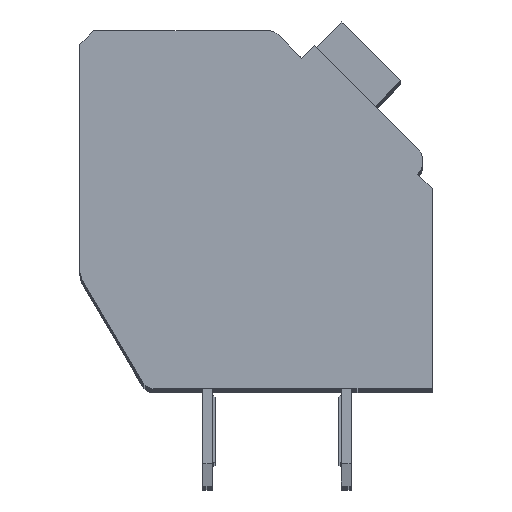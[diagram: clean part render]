
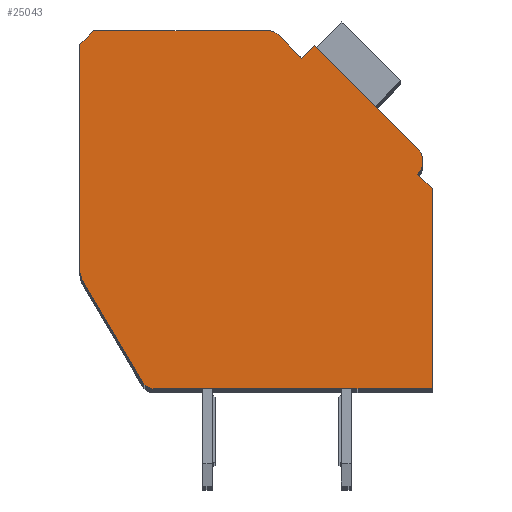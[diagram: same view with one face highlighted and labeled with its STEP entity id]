
A CAD part, top view. The second image highlights one B-rep face of the part: STEP entity #25043.
In plain terms, the highlighted planar face has unit normal (0, 0, 1).
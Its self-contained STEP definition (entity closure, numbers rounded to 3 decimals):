
#931=DIRECTION('',(0.,-1.,0.));
#932=VECTOR('',#931,8.053);
#933=CARTESIAN_POINT('',(-12.7,12.4,2.1));
#934=LINE('',#933,#932);
#935=DIRECTION('',(-0.707,-0.707,0.));
#936=VECTOR('',#935,0.707);
#937=CARTESIAN_POINT('',(-12.2,12.9,2.1));
#938=LINE('',#937,#936);
#939=DIRECTION('',(-1.,0.,0.));
#940=VECTOR('',#939,6.298);
#941=CARTESIAN_POINT('',(-5.902,12.9,2.1));
#942=LINE('',#941,#940);
#943=CARTESIAN_POINT('',(-5.902,12.4,2.1));
#944=DIRECTION('',(0.,0.,1.));
#945=DIRECTION('',(0.707,0.707,0.));
#946=AXIS2_PLACEMENT_3D('',#943,#944,#945);
#948=DIRECTION('',(-0.707,0.707,0.));
#949=VECTOR('',#948,1.197);
#950=CARTESIAN_POINT('',(-4.702,11.907,2.1));
#951=LINE('',#950,#949);
#952=DIRECTION('',(-0.707,-0.707,0.));
#953=VECTOR('',#952,0.65);
#954=CARTESIAN_POINT('',(-4.243,12.367,2.1));
#955=LINE('',#954,#953);
#956=DIRECTION('',(-0.707,0.707,0.));
#957=VECTOR('',#956,5.25);
#958=CARTESIAN_POINT('',(-0.53,8.655,2.1));
#959=LINE('',#958,#957);
#960=CARTESIAN_POINT('',(-0.99,8.195,2.1));
#961=DIRECTION('',(0.,0.,1.));
#962=DIRECTION('',(0.707,-0.707,0.));
#963=AXIS2_PLACEMENT_3D('',#960,#961,#962);
#965=DIRECTION('',(-0.707,0.707,0.));
#966=VECTOR('',#965,0.75);
#967=CARTESIAN_POINT('',(0.,7.205,2.1));
#968=LINE('',#967,#966);
#969=DIRECTION('',(0.,1.,0.));
#970=VECTOR('',#969,7.205);
#971=CARTESIAN_POINT('',(0.,0.,2.1));
#972=LINE('',#971,#970);
#973=DIRECTION('',(1.,0.,0.));
#974=VECTOR('',#973,10.014);
#975=CARTESIAN_POINT('',(-10.014,0.,2.1));
#976=LINE('',#975,#974);
#977=CARTESIAN_POINT('',(-10.014,0.5,2.1));
#978=DIRECTION('',(0.,0.,1.));
#979=DIRECTION('',(-0.862,-0.508,0.));
#980=AXIS2_PLACEMENT_3D('',#977,#978,#979);
#982=DIRECTION('',(0.508,-0.862,0.));
#983=VECTOR('',#982,4.17);
#984=CARTESIAN_POINT('',(-12.562,3.839,2.1));
#985=LINE('',#984,#983);
#986=CARTESIAN_POINT('',(-11.7,4.347,2.1));
#987=DIRECTION('',(0.,0.,1.));
#988=DIRECTION('',(-1.,0.,0.));
#989=AXIS2_PLACEMENT_3D('',#986,#987,#988);
#18459=CARTESIAN_POINT('',(-12.7,12.4,2.1));
#18460=CARTESIAN_POINT('',(-12.7,4.347,2.1));
#18461=VERTEX_POINT('',#18459);
#18462=VERTEX_POINT('',#18460);
#18463=CARTESIAN_POINT('',(-12.562,3.839,2.1));
#18464=VERTEX_POINT('',#18463);
#18465=CARTESIAN_POINT('',(-10.445,0.246,2.1));
#18466=VERTEX_POINT('',#18465);
#18467=CARTESIAN_POINT('',(-10.014,0.,2.1));
#18468=VERTEX_POINT('',#18467);
#18469=CARTESIAN_POINT('',(0.,0.,2.1));
#18470=VERTEX_POINT('',#18469);
#18471=CARTESIAN_POINT('',(0.,7.205,2.1));
#18472=VERTEX_POINT('',#18471);
#18473=CARTESIAN_POINT('',(-0.53,7.735,2.1));
#18474=VERTEX_POINT('',#18473);
#18475=CARTESIAN_POINT('',(-0.53,8.655,2.1));
#18476=VERTEX_POINT('',#18475);
#18477=CARTESIAN_POINT('',(-4.243,12.367,2.1));
#18478=VERTEX_POINT('',#18477);
#18479=CARTESIAN_POINT('',(-4.702,11.907,2.1));
#18480=VERTEX_POINT('',#18479);
#18481=CARTESIAN_POINT('',(-5.548,12.754,2.1));
#18482=VERTEX_POINT('',#18481);
#18483=CARTESIAN_POINT('',(-5.902,12.9,2.1));
#18484=VERTEX_POINT('',#18483);
#18485=CARTESIAN_POINT('',(-12.2,12.9,2.1));
#18486=VERTEX_POINT('',#18485);
#25011=CARTESIAN_POINT('',(0.,0.,2.1));
#25012=DIRECTION('',(0.,0.,1.));
#25013=DIRECTION('',(1.,0.,0.));
#25014=AXIS2_PLACEMENT_3D('',#25011,#25012,#25013);
#25015=PLANE('',#25014);
#25016=ORIENTED_EDGE('',*,*,#24172,.F.);
#25018=ORIENTED_EDGE('',*,*,#25017,.F.);
#25020=ORIENTED_EDGE('',*,*,#25019,.F.);
#25022=ORIENTED_EDGE('',*,*,#25021,.F.);
#25024=ORIENTED_EDGE('',*,*,#25023,.F.);
#25026=ORIENTED_EDGE('',*,*,#25025,.F.);
#25028=ORIENTED_EDGE('',*,*,#25027,.F.);
#25030=ORIENTED_EDGE('',*,*,#25029,.F.);
#25032=ORIENTED_EDGE('',*,*,#25031,.F.);
#25034=ORIENTED_EDGE('',*,*,#25033,.F.);
#25036=ORIENTED_EDGE('',*,*,#25035,.F.);
#25038=ORIENTED_EDGE('',*,*,#25037,.F.);
#25039=ORIENTED_EDGE('',*,*,#24623,.F.);
#25040=ORIENTED_EDGE('',*,*,#24336,.F.);
#25041=EDGE_LOOP('',(#25016,#25018,#25020,#25022,#25024,#25026,#25028,#25030,
#25032,#25034,#25036,#25038,#25039,#25040));
#25042=FACE_OUTER_BOUND('',#25041,.F.);
#947=CIRCLE('',#946,0.5);
#964=CIRCLE('',#963,0.65);
#981=CIRCLE('',#980,0.5);
#990=CIRCLE('',#989,1.);
#24172=EDGE_CURVE('',#18461,#18462,#934,.T.);
#24336=EDGE_CURVE('',#18462,#18464,#990,.T.);
#24623=EDGE_CURVE('',#18464,#18466,#985,.T.);
#25017=EDGE_CURVE('',#18486,#18461,#938,.T.);
#25019=EDGE_CURVE('',#18484,#18486,#942,.T.);
#25021=EDGE_CURVE('',#18482,#18484,#947,.T.);
#25023=EDGE_CURVE('',#18480,#18482,#951,.T.);
#25025=EDGE_CURVE('',#18478,#18480,#955,.T.);
#25027=EDGE_CURVE('',#18476,#18478,#959,.T.);
#25029=EDGE_CURVE('',#18474,#18476,#964,.T.);
#25031=EDGE_CURVE('',#18472,#18474,#968,.T.);
#25033=EDGE_CURVE('',#18470,#18472,#972,.T.);
#25035=EDGE_CURVE('',#18468,#18470,#976,.T.);
#25037=EDGE_CURVE('',#18466,#18468,#981,.T.);
#25043=ADVANCED_FACE('',(#25042),#25015,.T.);
